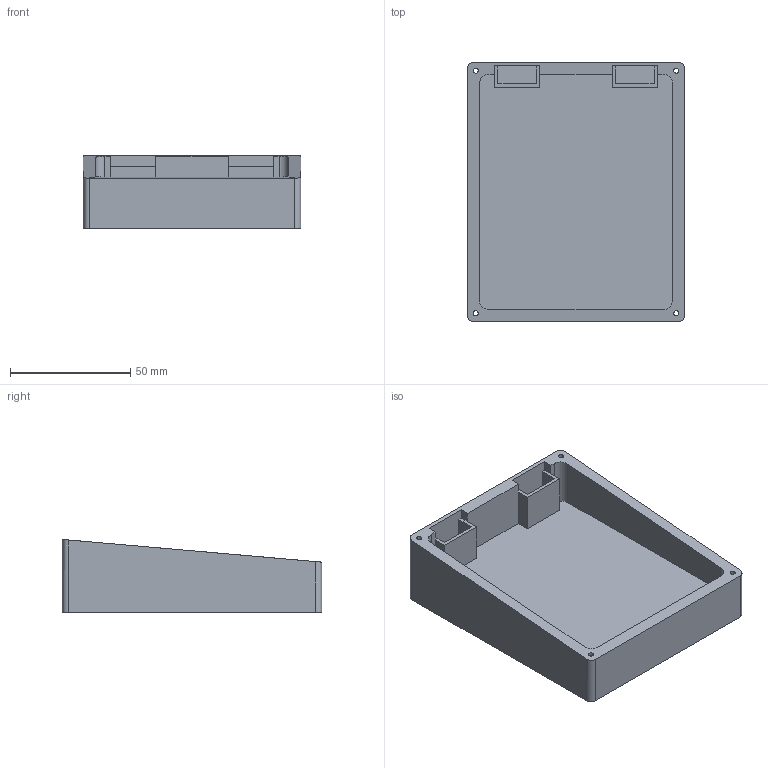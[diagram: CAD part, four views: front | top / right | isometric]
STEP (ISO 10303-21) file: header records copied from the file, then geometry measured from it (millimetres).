
FILE_DESCRIPTION(/* description */ (''),/* implementation_level */ '2;1');
FILE_NAME(/* name */ 'Base.step',/* time_stamp */ '2025-09-18T22:45:05+05:30',/* author */ (''),/* organization */ (''),/* preprocessor_version */ 'ST-DEVELOPER v20.1',/* originating_system */ 'Autodesk Translation Framework v14.17.0.0',/* authorisation */ '');
FILE_SCHEMA (('AUTOMOTIVE_DESIGN { 1 0 10303 214 3 1 1 }'));
Length unit declared in the file: millimetre
Products named in the file (1): FusionComponent
Bounding box: 90.47 x 108.01 x 30.46 mm (x, y, z)
Volume: 126290.9 mm3; surface area: 37930.9 mm2
Topology: 1 solids, 1 shells, 59 faces, 152 edges, 100 vertices
Faces by surface type: plane 43, cylinder 16
Full cylindrical faces by diameter (mm): 2.1 x4, 3.5 x4
Entity records: 1842 total; most frequent: CARTESIAN_POINT 312, ORIENTED_EDGE 304, DIRECTION 304, EDGE_CURVE 152, LINE 120, VECTOR 120, VERTEX_POINT 100, AXIS2_PLACEMENT_3D 92
